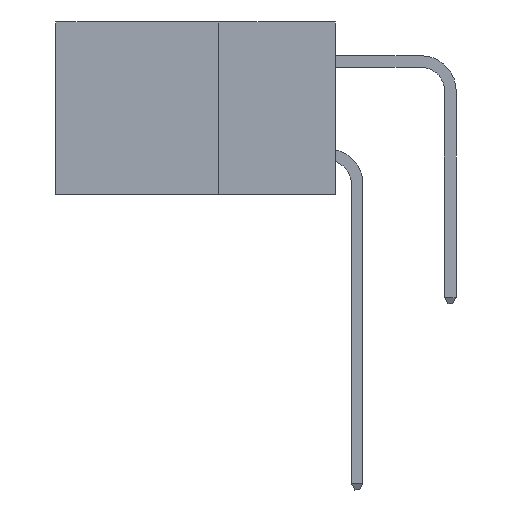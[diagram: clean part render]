
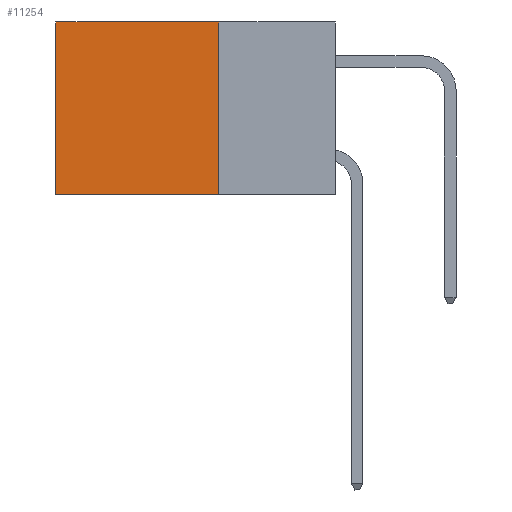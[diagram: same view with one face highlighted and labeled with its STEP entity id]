
A CAD part, left-side view. The second image highlights one B-rep face of the part: STEP entity #11254.
In plain terms, the highlighted planar face has unit normal (-1, 0, 0).
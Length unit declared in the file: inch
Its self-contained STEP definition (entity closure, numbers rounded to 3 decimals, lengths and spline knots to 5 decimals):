
#126 = VECTOR ( 'NONE', #8845, 39.37008 ) ;
#335 = CARTESIAN_POINT ( 'NONE',  ( 0.2875, 0.6, 0. ) ) ;
#420 = VERTEX_POINT ( 'NONE', #2862 ) ;
#907 = EDGE_CURVE ( 'NONE', #2367, #420, #14046, .T. ) ;
#2367 = VERTEX_POINT ( 'NONE', #335 ) ;
#2399 = DIRECTION ( 'NONE',  ( 1., 0., 0. ) ) ;
#2562 = DIRECTION ( 'NONE',  ( 0., 1., 0. ) ) ;
#2648 = CARTESIAN_POINT ( 'NONE',  ( 0.2875, 0.25, -0.37 ) ) ;
#2764 = EDGE_CURVE ( 'NONE', #5366, #2367, #5541, .T. ) ;
#2862 = CARTESIAN_POINT ( 'NONE',  ( 0.2875, 0.6, -0.37 ) ) ;
#3055 = VECTOR ( 'NONE', #2562, 39.37008 ) ;
#3886 = DIRECTION ( 'NONE',  ( 0., 0., -1. ) ) ;
#3921 = DIRECTION ( 'NONE',  ( 0., 0., -1. ) ) ;
#4740 = EDGE_CURVE ( 'NONE', #5366, #7041, #16418, .T. ) ;
#5366 = VERTEX_POINT ( 'NONE', #9026 ) ;
#5413 = EDGE_LOOP ( 'NONE', ( #6740, #8018, #5759, #11293 ) ) ;
#5541 = LINE ( 'NONE', #9263, #3055 ) ;
#5759 = ORIENTED_EDGE ( 'NONE', *, *, #4740, .F. ) ;
#6466 = DIRECTION ( 'NONE',  ( 0., 1., 0. ) ) ;
#6517 = PLANE ( 'NONE',  #16168 ) ;
#6740 = ORIENTED_EDGE ( 'NONE', *, *, #907, .T. ) ;
#7041 = VERTEX_POINT ( 'NONE', #9841 ) ;
#7778 = CARTESIAN_POINT ( 'NONE',  ( 0.2875, 0.6, 0. ) ) ;
#8018 = ORIENTED_EDGE ( 'NONE', *, *, #10946, .F. ) ;
#8845 = DIRECTION ( 'NONE',  ( 0., 0., -1. ) ) ;
#9026 = CARTESIAN_POINT ( 'NONE',  ( 0.2875, 0.25, 0. ) ) ;
#9263 = CARTESIAN_POINT ( 'NONE',  ( 0.2875, 0.25, 0. ) ) ;
#9841 = CARTESIAN_POINT ( 'NONE',  ( 0.2875, 0.25, -0.37 ) ) ;
#10946 = EDGE_CURVE ( 'NONE', #7041, #420, #15949, .T. ) ;
#11254 = ADVANCED_FACE ( 'NONE', ( #13902 ), #6517, .F. ) ;
#11293 = ORIENTED_EDGE ( 'NONE', *, *, #2764, .T. ) ;
#11691 = CARTESIAN_POINT ( 'NONE',  ( 0.2875, 0.25, 0. ) ) ;
#13902 = FACE_OUTER_BOUND ( 'NONE', #5413, .T. ) ;
#14046 = LINE ( 'NONE', #7778, #14483 ) ;
#14483 = VECTOR ( 'NONE', #3921, 39.37008 ) ;
#14742 = VECTOR ( 'NONE', #6466, 39.37008 ) ;
#15448 = CARTESIAN_POINT ( 'NONE',  ( 0.2875, 0.25, 0. ) ) ;
#15949 = LINE ( 'NONE', #2648, #14742 ) ;
#16168 = AXIS2_PLACEMENT_3D ( 'NONE', #11691, #2399, #3886 ) ;
#16418 = LINE ( 'NONE', #15448, #126 ) ;
